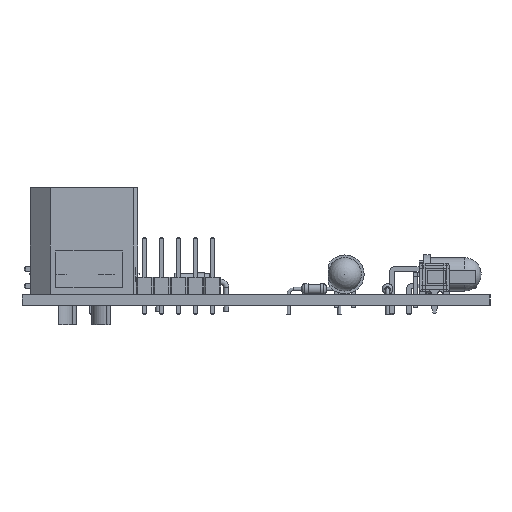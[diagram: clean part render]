
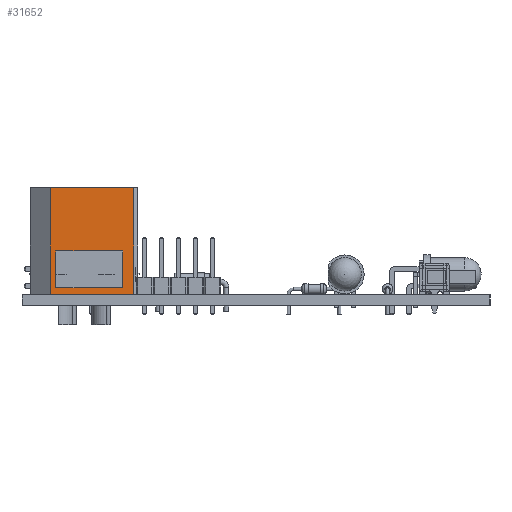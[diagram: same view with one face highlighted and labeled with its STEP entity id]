
A CAD part, left-side view. The second image highlights one B-rep face of the part: STEP entity #31652.
In plain terms, the highlighted face is planar.
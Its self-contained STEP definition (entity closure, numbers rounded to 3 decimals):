
#30294 = EDGE_CURVE('',#30295,#30297,#30299,.T.);
#30295 = VERTEX_POINT('',#30296);
#30296 = CARTESIAN_POINT('',(-0.349,-4.05,1.));
#30297 = VERTEX_POINT('',#30298);
#30298 = CARTESIAN_POINT('',(-0.349,-4.05,6.5));
#30299 = LINE('',#30300,#30301);
#30300 = CARTESIAN_POINT('',(-0.349,-4.05,0.5));
#30301 = VECTOR('',#30302,1.);
#30302 = DIRECTION('',(0.,0.,1.));
#30334 = EDGE_CURVE('',#30335,#30295,#30337,.T.);
#30335 = VERTEX_POINT('',#30336);
#30336 = CARTESIAN_POINT('',(9.651,-4.05,1.));
#30337 = LINE('',#30338,#30339);
#30338 = CARTESIAN_POINT('',(4.25,-4.05,1.));
#30339 = VECTOR('',#30340,1.);
#30340 = DIRECTION('',(-1.,0.,0.));
#30365 = EDGE_CURVE('',#30366,#30335,#30368,.T.);
#30366 = VERTEX_POINT('',#30367);
#30367 = CARTESIAN_POINT('',(9.651,-4.05,6.5));
#30368 = LINE('',#30369,#30370);
#30369 = CARTESIAN_POINT('',(9.651,-4.05,3.25));
#30370 = VECTOR('',#30371,1.);
#30371 = DIRECTION('',(0.,0.,-1.));
#30396 = EDGE_CURVE('',#30297,#30366,#30397,.T.);
#30397 = LINE('',#30398,#30399);
#30398 = CARTESIAN_POINT('',(-0.75,-4.05,6.5));
#30399 = VECTOR('',#30400,1.);
#30400 = DIRECTION('',(1.,0.,0.));
#31652 = ADVANCED_FACE('',(#31653,#31687),#31693,.T.);
#31653 = FACE_BOUND('',#31654,.T.);
#31654 = EDGE_LOOP('',(#31655,#31665,#31673,#31681));
#31655 = ORIENTED_EDGE('',*,*,#31656,.F.);
#31656 = EDGE_CURVE('',#31657,#31659,#31661,.T.);
#31657 = VERTEX_POINT('',#31658);
#31658 = CARTESIAN_POINT('',(11.35,-4.05,0.));
#31659 = VERTEX_POINT('',#31660);
#31660 = CARTESIAN_POINT('',(-1.15,-4.05,0.));
#31661 = LINE('',#31662,#31663);
#31662 = CARTESIAN_POINT('',(11.35,-4.05,0.));
#31663 = VECTOR('',#31664,1.);
#31664 = DIRECTION('',(-1.,0.,0.));
#31665 = ORIENTED_EDGE('',*,*,#31666,.T.);
#31666 = EDGE_CURVE('',#31657,#31667,#31669,.T.);
#31667 = VERTEX_POINT('',#31668);
#31668 = CARTESIAN_POINT('',(11.35,-4.05,16.));
#31669 = LINE('',#31670,#31671);
#31670 = CARTESIAN_POINT('',(11.35,-4.05,0.));
#31671 = VECTOR('',#31672,1.);
#31672 = DIRECTION('',(0.,0.,1.));
#31673 = ORIENTED_EDGE('',*,*,#31674,.F.);
#31674 = EDGE_CURVE('',#31675,#31667,#31677,.T.);
#31675 = VERTEX_POINT('',#31676);
#31676 = CARTESIAN_POINT('',(-1.15,-4.05,16.));
#31677 = LINE('',#31678,#31679);
#31678 = CARTESIAN_POINT('',(11.35,-4.05,16.));
#31679 = VECTOR('',#31680,1.);
#31680 = DIRECTION('',(1.,0.,0.));
#31681 = ORIENTED_EDGE('',*,*,#31682,.F.);
#31682 = EDGE_CURVE('',#31659,#31675,#31683,.T.);
#31683 = LINE('',#31684,#31685);
#31684 = CARTESIAN_POINT('',(-1.15,-4.05,0.));
#31685 = VECTOR('',#31686,1.);
#31686 = DIRECTION('',(0.,0.,1.));
#31687 = FACE_BOUND('',#31688,.T.);
#31688 = EDGE_LOOP('',(#31689,#31690,#31691,#31692));
#31689 = ORIENTED_EDGE('',*,*,#30294,.T.);
#31690 = ORIENTED_EDGE('',*,*,#30396,.T.);
#31691 = ORIENTED_EDGE('',*,*,#30365,.T.);
#31692 = ORIENTED_EDGE('',*,*,#30334,.T.);
#31693 = PLANE('',#31694);
#31694 = AXIS2_PLACEMENT_3D('',#31695,#31696,#31697);
#31695 = CARTESIAN_POINT('',(-1.15,-4.05,0.));
#31696 = DIRECTION('',(0.,-1.,0.));
#31697 = DIRECTION('',(1.,0.,0.));
